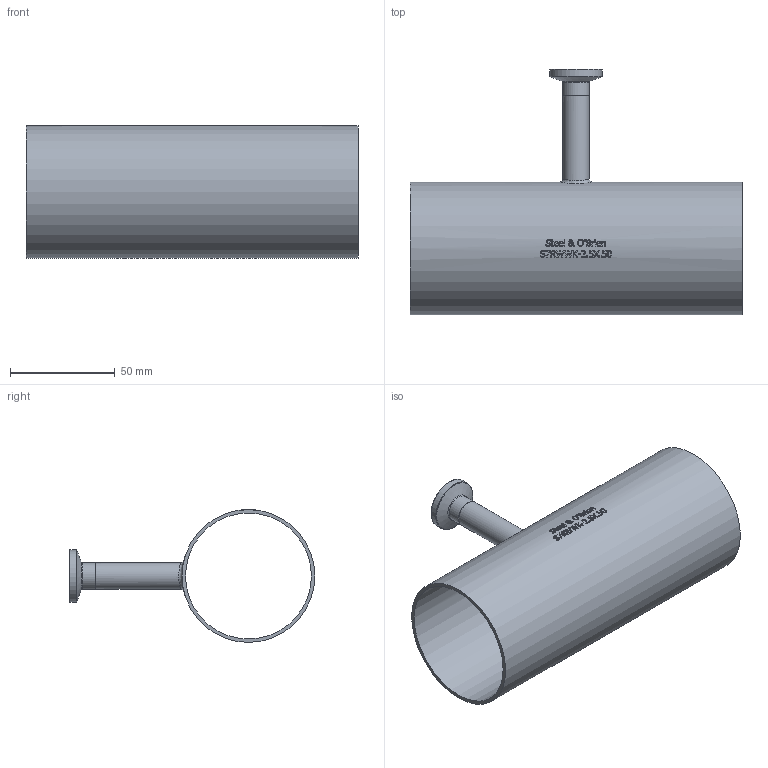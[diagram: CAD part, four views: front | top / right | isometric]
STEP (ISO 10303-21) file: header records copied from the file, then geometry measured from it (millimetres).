
FILE_DESCRIPTION(/* description */ (''),/* implementation_level */ '2;1');
FILE_NAME(/* name */ 'S7RWWK-2.5X.50.stp',/* time_stamp */ '2018-11-29T09:16:48-05:00',/* author */ ('ken'),/* organization */ (''),/* preprocessor_version */ 'ST-DEVELOPER v15.2',/* originating_system */ 'Autodesk Inventor 2014',/* authorisation */ '');
FILE_SCHEMA (('AUTOMOTIVE_DESIGN { 1 0 10303 214 3 1 1 }'));
Length unit declared in the file: inch
Products named in the file (1): S7RWWK-2.5X.50
Bounding box: 158.75 x 117.47 x 63.5 mm (x, y, z)
Volume: 55233.3 mm3; surface area: 66966.3 mm2
Topology: 1 solids, 1 shells, 436 faces, 1171 edges, 778 vertices
Faces by surface type: bspline 192, plane 190, cylinder 46, torus 6, cone 2
Full cylindrical faces by diameter (mm): 9.398 x2, 12.7 x2, 21.895 x1, 24.994 x1, 60.198 x1, 63.5 x1
Entity records: 17248 total; most frequent: CARTESIAN_POINT 7419, ORIENTED_EDGE 2300, DIRECTION 1479, EDGE_CURVE 1150, VERTEX_POINT 774, LINE 541, VECTOR 541, EDGE_LOOP 498
